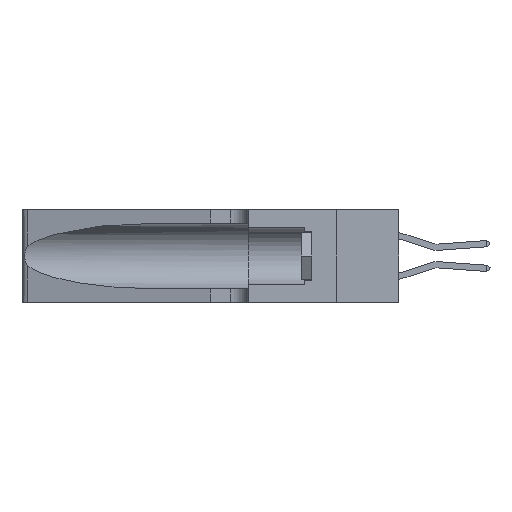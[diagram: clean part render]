
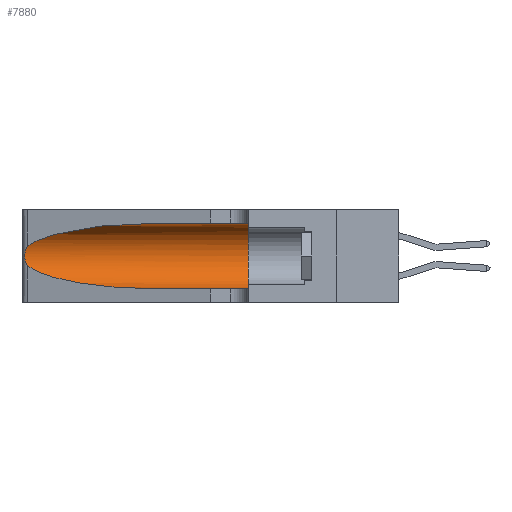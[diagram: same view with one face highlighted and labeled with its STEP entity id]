
A CAD part, left-side view. The second image highlights one B-rep face of the part: STEP entity #7880.
In plain terms, the highlighted cylindrical face has radius 3.308 mm (diameter 6.617 mm), a partial arc.
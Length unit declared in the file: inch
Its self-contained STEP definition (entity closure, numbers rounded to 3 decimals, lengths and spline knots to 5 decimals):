
#105 = ORIENTED_EDGE ( 'NONE', *, *, #8207, .T. ) ;
#605 = VECTOR ( 'NONE', #8216, 39.37008 ) ;
#1156 = CARTESIAN_POINT ( 'NONE',  ( 0.1305, 0.35, 0.31525 ) ) ;
#1721 = CARTESIAN_POINT ( 'NONE',  ( 0.25856, 1.23593, 0.16098 ) ) ;
#1862 = CARTESIAN_POINT ( 'NONE',  ( 0.1305, 1.61858, 0.05475 ) ) ;
#2083 = VERTEX_POINT ( 'NONE', #1156 ) ;
#2116 = CARTESIAN_POINT ( 'NONE',  ( 0.1305, 0.35, 0.05475 ) ) ;
#2415 = CARTESIAN_POINT ( 'NONE',  ( 0.25487, 1.22718, 0.14631 ) ) ;
#3518 = EDGE_CURVE ( 'NONE', #11868, #15780, #18023, .T. ) ;
#3646 = VERTEX_POINT ( 'NONE', #5801 ) ;
#3734 = CARTESIAN_POINT ( 'NONE',  ( 0.25487, 1.22718, 0.22369 ) ) ;
#3822 = CARTESIAN_POINT ( 'NONE',  ( 0.25639, 1.23186, 0.15144 ) ) ;
#3936 = DIRECTION ( 'NONE',  ( 0., 1., 0. ) ) ;
#4412 = VECTOR ( 'NONE', #16092, 39.37008 ) ;
#4591 = AXIS2_PLACEMENT_3D ( 'NONE', #16075, #3936, #18078 ) ;
#4846 = DIRECTION ( 'NONE',  ( 0., -1., 0. ) ) ;
#5075 = LINE ( 'NONE', #1862, #4412 ) ;
#5801 = CARTESIAN_POINT ( 'NONE',  ( 0.25487, 1.22718, 0.14631 ) ) ;
#5889 = VERTEX_POINT ( 'NONE', #2116 ) ;
#5899 = CARTESIAN_POINT ( 'NONE',  ( 0.25487, 1.22718, 0.14631 ) ) ;
#6737 = EDGE_LOOP ( 'NONE', ( #14286, #105, #9408, #15404, #15880, #14873 ) ) ;
#6801 = CARTESIAN_POINT ( 'NONE',  ( 0.1305, 1.61858, 0.185 ) ) ;
#7843 = CARTESIAN_POINT ( 'NONE',  ( 0.25639, 1.23184, 0.21858 ) ) ;
#7880 = ADVANCED_FACE ( 'NONE', ( #25817 ), #25206, .F. ) ;
#8207 = EDGE_CURVE ( 'NONE', #15780, #3646, #8660, .T. ) ;
#8216 = DIRECTION ( 'NONE',  ( 0., -1., 0. ) ) ;
#8595 = CARTESIAN_POINT ( 'NONE',  ( 0.1305, 0.72297, 0.05475 ) ) ;
#8660 = B_SPLINE_CURVE_WITH_KNOTS ( 'NONE', 3,
 ( #3734, #9815, #7843, #21897, #9907, #23896, #11940, #25862, #13964, #1721, #15962, #3822, #17968, #5899 ),
 .UNSPECIFIED., .F., .F.,
 ( 4, 2, 2, 2, 2, 2, 4 ),
 ( 0., 0.00027, 0.00053, 0.00107, 0.0016, 0.00187, 0.00214 ),
 .UNSPECIFIED. ) ;
#8775 = VERTEX_POINT ( 'NONE', #23603 ) ;
#9408 = ORIENTED_EDGE ( 'NONE', *, *, #25131, .T. ) ;
#9815 = CARTESIAN_POINT ( 'NONE',  ( 0.25555, 1.22994, 0.2215 ) ) ;
#9907 = CARTESIAN_POINT ( 'NONE',  ( 0.25854, 1.2359, 0.20912 ) ) ;
#11491 = CARTESIAN_POINT ( 'NONE',  ( 0.2373, 1.15595, 0.28018 ) ) ;
#11868 = VERTEX_POINT ( 'NONE', #24899 ) ;
#11940 = CARTESIAN_POINT ( 'NONE',  ( 0.26075, 1.23896, 0.19203 ) ) ;
#13292 = EDGE_CURVE ( 'NONE', #11868, #2083, #16836, .T. ) ;
#13501 = CARTESIAN_POINT ( 'NONE',  ( 0.25487, 1.22718, 0.22369 ) ) ;
#13964 = CARTESIAN_POINT ( 'NONE',  ( 0.26017, 1.23833, 0.17102 ) ) ;
#14286 = ORIENTED_EDGE ( 'NONE', *, *, #3518, .T. ) ;
#14873 = ORIENTED_EDGE ( 'NONE', *, *, #13292, .F. ) ;
#15404 = ORIENTED_EDGE ( 'NONE', *, *, #20491, .T. ) ;
#15780 = VERTEX_POINT ( 'NONE', #23535 ) ;
#15880 = ORIENTED_EDGE ( 'NONE', *, *, #25609, .F. ) ;
#15962 = CARTESIAN_POINT ( 'NONE',  ( 0.25789, 1.23486, 0.15765 ) ) ;
#16075 = CARTESIAN_POINT ( 'NONE',  ( 0.1305, 0.35, 0.185 ) ) ;
#16092 = DIRECTION ( 'NONE',  ( 0., -1., 0. ) ) ;
#16836 = LINE ( 'NONE', #22249, #605 ) ;
#17968 = CARTESIAN_POINT ( 'NONE',  ( 0.25555, 1.22993, 0.14849 ) ) ;
#18023 =( BOUNDED_CURVE ( )  B_SPLINE_CURVE ( 3, ( #25422, #23449, #11491, #13501 ),
 .UNSPECIFIED., .F., .F. ) 
 B_SPLINE_CURVE_WITH_KNOTS ( ( 4, 4 ),
 ( 1.5708, 2.84003 ),
 .UNSPECIFIED. ) 
 CURVE ( )  GEOMETRIC_REPRESENTATION_ITEM ( )  RATIONAL_B_SPLINE_CURVE ( ( 1., 0.87, 0.87, 1. ) ) 
 REPRESENTATION_ITEM ( '' )  );
#18078 = DIRECTION ( 'NONE',  ( 0., 0., 1. ) ) ;
#18322 = AXIS2_PLACEMENT_3D ( 'NONE', #6801, #4846, #20870 ) ;
#18551 = CARTESIAN_POINT ( 'NONE',  ( 0.2373, 1.15595, 0.08982 ) ) ;
#18819 =( BOUNDED_CURVE ( )  B_SPLINE_CURVE ( 3, ( #2415, #18551, #20630, #8595 ),
 .UNSPECIFIED., .F., .F. ) 
 B_SPLINE_CURVE_WITH_KNOTS ( ( 4, 4 ),
 ( 3.44316, 4.71239 ),
 .UNSPECIFIED. ) 
 CURVE ( )  GEOMETRIC_REPRESENTATION_ITEM ( )  RATIONAL_B_SPLINE_CURVE ( ( 1., 0.87, 0.87, 1. ) ) 
 REPRESENTATION_ITEM ( '' )  );
#20491 = EDGE_CURVE ( 'NONE', #8775, #5889, #5075, .T. ) ;
#20630 = CARTESIAN_POINT ( 'NONE',  ( 0.18966, 0.96281, 0.05475 ) ) ;
#20870 = DIRECTION ( 'NONE',  ( 0., 0., -1. ) ) ;
#21897 = CARTESIAN_POINT ( 'NONE',  ( 0.25787, 1.23484, 0.2124 ) ) ;
#22249 = CARTESIAN_POINT ( 'NONE',  ( 0.1305, 1.61858, 0.31525 ) ) ;
#23449 = CARTESIAN_POINT ( 'NONE',  ( 0.18966, 0.96281, 0.31525 ) ) ;
#23535 = CARTESIAN_POINT ( 'NONE',  ( 0.25487, 1.22718, 0.22369 ) ) ;
#23603 = CARTESIAN_POINT ( 'NONE',  ( 0.1305, 0.72297, 0.05475 ) ) ;
#23896 = CARTESIAN_POINT ( 'NONE',  ( 0.26018, 1.23835, 0.19895 ) ) ;
#23934 = CIRCLE ( 'NONE', #4591, 0.13025 ) ;
#24899 = CARTESIAN_POINT ( 'NONE',  ( 0.1305, 0.72297, 0.31525 ) ) ;
#25131 = EDGE_CURVE ( 'NONE', #3646, #8775, #18819, .T. ) ;
#25206 = CYLINDRICAL_SURFACE ( 'NONE', #18322, 0.13025 ) ;
#25422 = CARTESIAN_POINT ( 'NONE',  ( 0.1305, 0.72297, 0.31525 ) ) ;
#25609 = EDGE_CURVE ( 'NONE', #2083, #5889, #23934, .T. ) ;
#25817 = FACE_OUTER_BOUND ( 'NONE', #6737, .T. ) ;
#25862 = CARTESIAN_POINT ( 'NONE',  ( 0.26075, 1.23896, 0.178 ) ) ;
